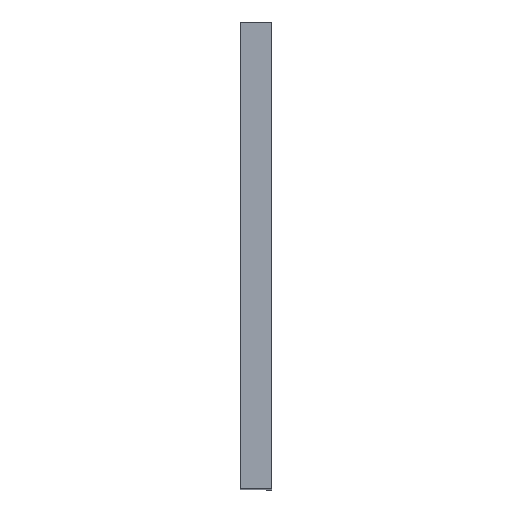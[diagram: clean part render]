
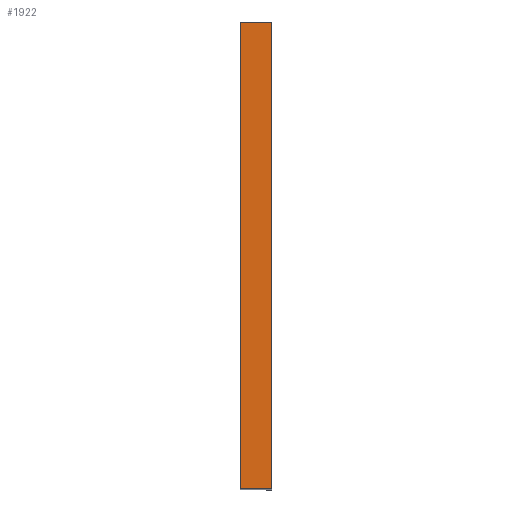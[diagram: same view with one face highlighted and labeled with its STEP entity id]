
A CAD part, top view. The second image highlights one B-rep face of the part: STEP entity #1922.
In plain terms, the highlighted planar face has unit normal (0, 0, 1).
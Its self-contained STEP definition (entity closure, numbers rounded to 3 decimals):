
#104 = VERTEX_POINT ( 'NONE', #1814 ) ;
#673 = DIRECTION ( 'NONE',  ( 1., 0., 0. ) ) ;
#1166 = ORIENTED_EDGE ( 'NONE', *, *, #5892, .T. ) ;
#1562 = VECTOR ( 'NONE', #6795, 1000. ) ;
#1814 = CARTESIAN_POINT ( 'NONE',  ( 19.5, -22.5, 44. ) ) ;
#1905 = CARTESIAN_POINT ( 'NONE',  ( 22.5, 22.5, 44. ) ) ;
#1922 = ADVANCED_FACE ( 'NONE', ( #5152 ), #2635, .T. ) ;
#2193 = LINE ( 'NONE', #6567, #5548 ) ;
#2393 = VERTEX_POINT ( 'NONE', #1905 ) ;
#2407 = DIRECTION ( 'NONE',  ( 0., -1., 0. ) ) ;
#2512 = CARTESIAN_POINT ( 'NONE',  ( 19.5, 22.5, 44. ) ) ;
#2635 = PLANE ( 'NONE',  #3068 ) ;
#3068 = AXIS2_PLACEMENT_3D ( 'NONE', #6128, #4901, #673 ) ;
#3928 = LINE ( 'NONE', #5478, #7424 ) ;
#4204 = DIRECTION ( 'NONE',  ( 0., 1., 0. ) ) ;
#4426 = EDGE_LOOP ( 'NONE', ( #7301, #1166, #7529, #8753 ) ) ;
#4496 = EDGE_CURVE ( 'NONE', #5643, #2393, #6924, .T. ) ;
#4901 = DIRECTION ( 'NONE',  ( 0., 0., 1. ) ) ;
#5152 = FACE_OUTER_BOUND ( 'NONE', #4426, .T. ) ;
#5478 = CARTESIAN_POINT ( 'NONE',  ( 19.5, -22.5, 44. ) ) ;
#5548 = VECTOR ( 'NONE', #2407, 1000. ) ;
#5643 = VERTEX_POINT ( 'NONE', #5716 ) ;
#5716 = CARTESIAN_POINT ( 'NONE',  ( 22.5, -22.5, 44. ) ) ;
#5792 = LINE ( 'NONE', #7132, #1562 ) ;
#5795 = VERTEX_POINT ( 'NONE', #2512 ) ;
#5892 = EDGE_CURVE ( 'NONE', #104, #5643, #3928, .T. ) ;
#5941 = VECTOR ( 'NONE', #4204, 1000. ) ;
#6128 = CARTESIAN_POINT ( 'NONE',  ( 0., 0., 44. ) ) ;
#6567 = CARTESIAN_POINT ( 'NONE',  ( 19.5, 16.5, 44. ) ) ;
#6795 = DIRECTION ( 'NONE',  ( 1., 0., 0. ) ) ;
#6924 = LINE ( 'NONE', #8371, #5941 ) ;
#7132 = CARTESIAN_POINT ( 'NONE',  ( 19.5, 22.5, 44. ) ) ;
#7301 = ORIENTED_EDGE ( 'NONE', *, *, #7750, .T. ) ;
#7424 = VECTOR ( 'NONE', #7436, 1000. ) ;
#7436 = DIRECTION ( 'NONE',  ( 1., 0., 0. ) ) ;
#7529 = ORIENTED_EDGE ( 'NONE', *, *, #4496, .T. ) ;
#7750 = EDGE_CURVE ( 'NONE', #5795, #104, #2193, .T. ) ;
#8371 = CARTESIAN_POINT ( 'NONE',  ( 22.5, -22.5, 44. ) ) ;
#8443 = EDGE_CURVE ( 'NONE', #5795, #2393, #5792, .T. ) ;
#8753 = ORIENTED_EDGE ( 'NONE', *, *, #8443, .F. ) ;
